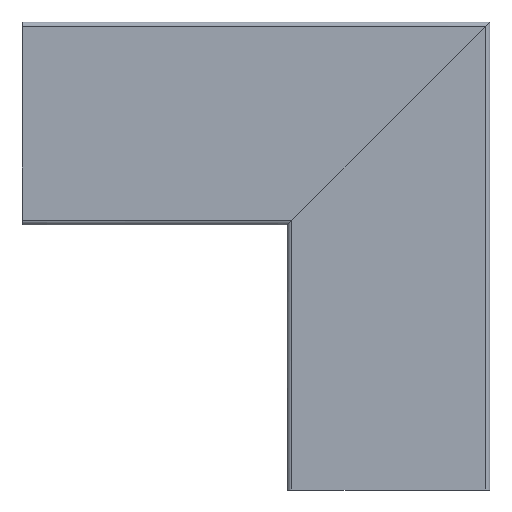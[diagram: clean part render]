
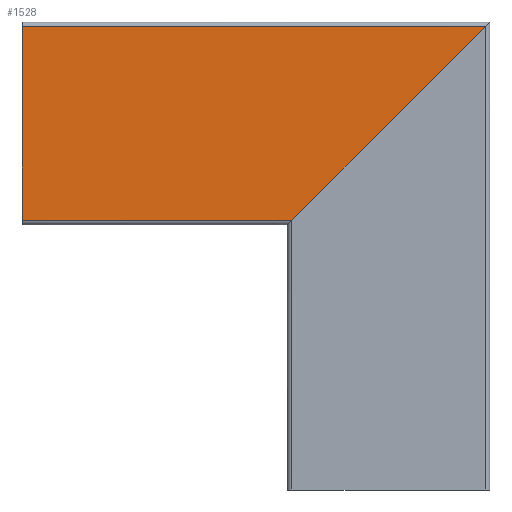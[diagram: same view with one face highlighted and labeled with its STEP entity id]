
A CAD part, left-side view. The second image highlights one B-rep face of the part: STEP entity #1528.
In plain terms, the highlighted planar face has unit normal (-1, 0, 0).
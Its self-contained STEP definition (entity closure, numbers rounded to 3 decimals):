
#261 = DIRECTION ( 'NONE',  ( 0., 0., -1. ) ) ;
#264 = DIRECTION ( 'NONE',  ( 1., 0., 0. ) ) ;
#277 = PLANE ( 'NONE',  #838 ) ;
#284 = CARTESIAN_POINT ( 'NONE',  ( 0., -62., 300. ) ) ;
#558 = DIRECTION ( 'NONE',  ( 0., -1., 0. ) ) ;
#570 = CARTESIAN_POINT ( 'NONE',  ( 0., -62., 300. ) ) ;
#643 = CARTESIAN_POINT ( 'NONE',  ( 0., -65., 0. ) ) ;
#795 = VERTEX_POINT ( 'NONE', #2361 ) ;
#809 = DIRECTION ( 'NONE',  ( 0., 0., -1. ) ) ;
#830 = CARTESIAN_POINT ( 'NONE',  ( 0., -62., 300. ) ) ;
#838 = AXIS2_PLACEMENT_3D ( 'NONE', #284, #264, #261 ) ;
#1062 = CARTESIAN_POINT ( 'NONE',  ( 0., 62., 300. ) ) ;
#1129 = VERTEX_POINT ( 'NONE', #1373 ) ;
#1142 = DIRECTION ( 'NONE',  ( 0., 0.707, 0.707 ) ) ;
#1324 = VERTEX_POINT ( 'NONE', #830 ) ;
#1341 = EDGE_LOOP ( 'NONE', ( #1474, #1472, #1459, #1442 ) ) ;
#1365 = CARTESIAN_POINT ( 'NONE',  ( 0., -62., 300. ) ) ;
#1373 = CARTESIAN_POINT ( 'NONE',  ( 0., 62., 127. ) ) ;
#1442 = ORIENTED_EDGE ( 'NONE', *, *, #3623, .F. ) ;
#1459 = ORIENTED_EDGE ( 'NONE', *, *, #3508, .F. ) ;
#1472 = ORIENTED_EDGE ( 'NONE', *, *, #3305, .F. ) ;
#1474 = ORIENTED_EDGE ( 'NONE', *, *, #2959, .T. ) ;
#1528 = ADVANCED_FACE ( 'NONE', ( #3267 ), #277, .F. ) ;
#1788 = VECTOR ( 'NONE', #558, 1000. ) ;
#1798 = LINE ( 'NONE', #570, #1788 ) ;
#1818 = CARTESIAN_POINT ( 'NONE',  ( 0., 62., 300. ) ) ;
#2036 = VECTOR ( 'NONE', #809, 1000. ) ;
#2065 = LINE ( 'NONE', #1365, #2036 ) ;
#2260 = VECTOR ( 'NONE', #1142, 1000. ) ;
#2309 = LINE ( 'NONE', #643, #2260 ) ;
#2361 = CARTESIAN_POINT ( 'NONE',  ( 0., -62., 3. ) ) ;
#2873 = VECTOR ( 'NONE', #2969, 1000. ) ;
#2898 = LINE ( 'NONE', #1818, #2873 ) ;
#2959 = EDGE_CURVE ( 'NONE', #3346, #1129, #2898, .T. ) ;
#2969 = DIRECTION ( 'NONE',  ( 0., 0., -1. ) ) ;
#3267 = FACE_OUTER_BOUND ( 'NONE', #1341, .T. ) ;
#3305 = EDGE_CURVE ( 'NONE', #795, #1129, #2309, .T. ) ;
#3346 = VERTEX_POINT ( 'NONE', #1062 ) ;
#3508 = EDGE_CURVE ( 'NONE', #1324, #795, #2065, .T. ) ;
#3623 = EDGE_CURVE ( 'NONE', #3346, #1324, #1798, .T. ) ;
